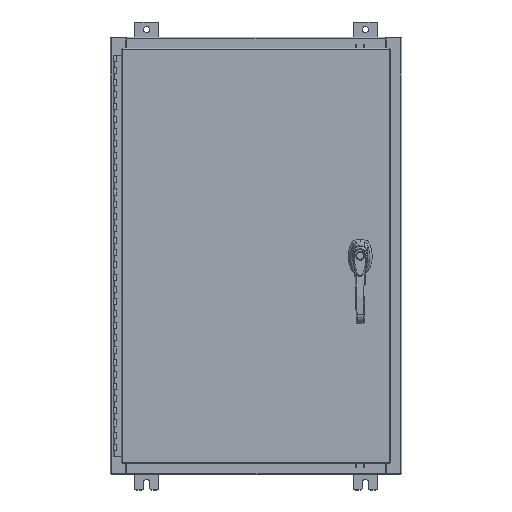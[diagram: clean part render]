
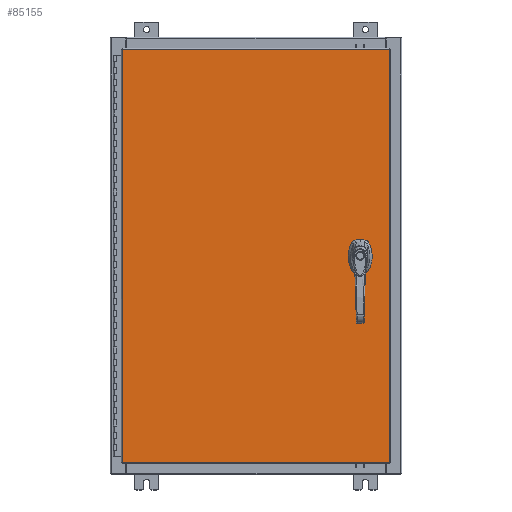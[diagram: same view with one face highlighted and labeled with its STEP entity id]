
A CAD part, top view. The second image highlights one B-rep face of the part: STEP entity #85155.
In plain terms, the highlighted planar face has unit normal (0, 0, 1).
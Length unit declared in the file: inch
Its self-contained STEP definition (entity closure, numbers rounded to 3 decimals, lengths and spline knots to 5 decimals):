
#324 = ORIENTED_EDGE ( 'NONE', *, *, #79402, .T. ) ;
#323 = DIRECTION ( 'NONE',  ( -1., 0., 0. ) ) ;
#2699 = CARTESIAN_POINT ( 'NONE',  ( -10.9903, 17.0063, 0. ) ) ;
#6137 = LINE ( 'NONE', #74875, #103284 ) ;
#6212 = CARTESIAN_POINT ( 'NONE',  ( 8.77823, -0.403, 0. ) ) ;
#6311 = CARTESIAN_POINT ( 'NONE',  ( 10.9903, 17.0063, 0. ) ) ;
#6946 = ORIENTED_EDGE ( 'NONE', *, *, #59553, .T. ) ;
#7012 = VERTEX_POINT ( 'NONE', #68136 ) ;
#7303 = EDGE_LOOP ( 'NONE', ( #99855, #41834, #31295, #25150, #30120, #63209, #47113, #57184 ) ) ;
#7739 = CARTESIAN_POINT ( 'NONE',  ( 8.578, 0., 0. ) ) ;
#9045 = DIRECTION ( 'NONE',  ( 0., 1., 0. ) ) ;
#9352 = VERTEX_POINT ( 'NONE', #6311 ) ;
#10066 = VERTEX_POINT ( 'NONE', #24340 ) ;
#11380 = ORIENTED_EDGE ( 'NONE', *, *, #88325, .F. ) ;
#16119 = VERTEX_POINT ( 'NONE', #24522 ) ;
#16546 = VECTOR ( 'NONE', #56477, 39.37008 ) ;
#17099 = DIRECTION ( 'NONE',  ( 1., 0., 0. ) ) ;
#17766 = FACE_BOUND ( 'NONE', #111344, .T. ) ;
#18156 = VERTEX_POINT ( 'NONE', #114290 ) ;
#18450 = CARTESIAN_POINT ( 'NONE',  ( 8.578, 0., 0. ) ) ;
#18554 = AXIS2_PLACEMENT_3D ( 'NONE', #28952, #94876, #38531 ) ;
#19782 = LINE ( 'NONE', #75586, #117030 ) ;
#22149 = LINE ( 'NONE', #107179, #72316 ) ;
#24100 = EDGE_CURVE ( 'NONE', #10066, #83555, #109699, .T. ) ;
#24340 = CARTESIAN_POINT ( 'NONE',  ( 8.981, 0.20023, 0. ) ) ;
#24522 = CARTESIAN_POINT ( 'NONE',  ( 8.175, -0.20023, 0. ) ) ;
#25150 = ORIENTED_EDGE ( 'NONE', *, *, #95372, .F. ) ;
#26401 = EDGE_CURVE ( 'NONE', #28457, #27713, #74057, .T. ) ;
#27713 = VERTEX_POINT ( 'NONE', #106753 ) ;
#27901 = DIRECTION ( 'NONE',  ( 1., 0., 0. ) ) ;
#28259 = EDGE_LOOP ( 'NONE', ( #6946, #40410, #54157, #324 ) ) ;
#28457 = VERTEX_POINT ( 'NONE', #6212 ) ;
#28952 = CARTESIAN_POINT ( 'NONE',  ( 8.578, 0., 0. ) ) ;
#30120 = ORIENTED_EDGE ( 'NONE', *, *, #72615, .F. ) ;
#31125 = CIRCLE ( 'NONE', #56889, 0.1715 ) ;
#31295 = ORIENTED_EDGE ( 'NONE', *, *, #64040, .F. ) ;
#31849 = EDGE_CURVE ( 'NONE', #83555, #84149, #22149, .T. ) ;
#32726 = EDGE_CURVE ( 'NONE', #10066, #27713, #38301, .T. ) ;
#33176 = CIRCLE ( 'NONE', #95982, 0.45 ) ;
#36101 = VECTOR ( 'NONE', #77952, 39.37008 ) ;
#36357 = CARTESIAN_POINT ( 'NONE',  ( 8.37777, 0.403, 0. ) ) ;
#38301 = LINE ( 'NONE', #102834, #88405 ) ;
#38531 = DIRECTION ( 'NONE',  ( 1., 0., 0. ) ) ;
#39991 = DIRECTION ( 'NONE',  ( 1., 0., 0. ) ) ;
#40410 = ORIENTED_EDGE ( 'NONE', *, *, #66599, .T. ) ;
#41834 = ORIENTED_EDGE ( 'NONE', *, *, #26401, .F. ) ;
#42333 = VERTEX_POINT ( 'NONE', #62848 ) ;
#42908 = FACE_OUTER_BOUND ( 'NONE', #28259, .T. ) ;
#43419 = DIRECTION ( 'NONE',  ( 0., 0., 1. ) ) ;
#43561 = CARTESIAN_POINT ( 'NONE',  ( 0., 0., 0. ) ) ;
#44281 = DIRECTION ( 'NONE',  ( 0., 0., 1. ) ) ;
#45043 = LINE ( 'NONE', #115266, #117150 ) ;
#46501 = DIRECTION ( 'NONE',  ( 0., -1., 0. ) ) ;
#46614 = DIRECTION ( 'NONE',  ( 0., -1., 0. ) ) ;
#47113 = ORIENTED_EDGE ( 'NONE', *, *, #31849, .F. ) ;
#49705 = VERTEX_POINT ( 'NONE', #105181 ) ;
#53070 = DIRECTION ( 'NONE',  ( 0., 0., -1. ) ) ;
#54157 = ORIENTED_EDGE ( 'NONE', *, *, #97021, .T. ) ;
#54272 = CIRCLE ( 'NONE', #77727, 0.1715 ) ;
#55467 = CARTESIAN_POINT ( 'NONE',  ( 8.578, -1.338, 0. ) ) ;
#56477 = DIRECTION ( 'NONE',  ( 1., 0., 0. ) ) ;
#56889 = AXIS2_PLACEMENT_3D ( 'NONE', #55467, #121254, #64963 ) ;
#57034 = CARTESIAN_POINT ( 'NONE',  ( -10.9903, -17.0063, 0. ) ) ;
#57184 = ORIENTED_EDGE ( 'NONE', *, *, #24100, .F. ) ;
#59553 = EDGE_CURVE ( 'NONE', #69076, #42333, #45043, .T. ) ;
#59786 = VECTOR ( 'NONE', #46614, 39.37008 ) ;
#61208 = LINE ( 'NONE', #2699, #36101 ) ;
#62848 = CARTESIAN_POINT ( 'NONE',  ( 10.9903, -17.0063, 0. ) ) ;
#63209 = ORIENTED_EDGE ( 'NONE', *, *, #96370, .F. ) ;
#64040 = EDGE_CURVE ( 'NONE', #7012, #28457, #119678, .T. ) ;
#64680 = VERTEX_POINT ( 'NONE', #65055 ) ;
#64963 = DIRECTION ( 'NONE',  ( 1., 0., 0. ) ) ;
#65055 = CARTESIAN_POINT ( 'NONE',  ( 8.4065, -1.338, 0. ) ) ;
#66599 = EDGE_CURVE ( 'NONE', #42333, #9352, #6137, .T. ) ;
#68136 = CARTESIAN_POINT ( 'NONE',  ( 8.37777, -0.403, 0. ) ) ;
#68259 = CARTESIAN_POINT ( 'NONE',  ( 8.175, 0.20023, 0. ) ) ;
#69076 = VERTEX_POINT ( 'NONE', #57034 ) ;
#70590 = VERTEX_POINT ( 'NONE', #68259 ) ;
#70656 = ORIENTED_EDGE ( 'NONE', *, *, #109988, .F. ) ;
#72316 = VECTOR ( 'NONE', #79178, 39.37008 ) ;
#72615 = EDGE_CURVE ( 'NONE', #70590, #16119, #84768, .T. ) ;
#73560 = DIRECTION ( 'NONE',  ( 0., 0., 1. ) ) ;
#74057 = CIRCLE ( 'NONE', #116473, 0.45 ) ;
#74875 = CARTESIAN_POINT ( 'NONE',  ( 10.9903, -17.0063, 0. ) ) ;
#75586 = CARTESIAN_POINT ( 'NONE',  ( 10.9903, 17.0063, 0. ) ) ;
#77727 = AXIS2_PLACEMENT_3D ( 'NONE', #100654, #44281, #110076 ) ;
#77952 = DIRECTION ( 'NONE',  ( 0., -1., 0. ) ) ;
#79178 = DIRECTION ( 'NONE',  ( -1., 0., 0. ) ) ;
#79402 = EDGE_CURVE ( 'NONE', #49705, #69076, #61208, .T. ) ;
#83436 = CARTESIAN_POINT ( 'NONE',  ( 8.77823, 0.403, 0. ) ) ;
#83555 = VERTEX_POINT ( 'NONE', #83436 ) ;
#84045 = AXIS2_PLACEMENT_3D ( 'NONE', #99763, #43419, #109230 ) ;
#84149 = VERTEX_POINT ( 'NONE', #36357 ) ;
#84396 = DIRECTION ( 'NONE',  ( 0., 0., 1. ) ) ;
#84768 = LINE ( 'NONE', #121472, #59786 ) ;
#85155 = ADVANCED_FACE ( 'NONE', ( #17766, #42908, #92952 ), #99924, .F. ) ;
#88325 = EDGE_CURVE ( 'NONE', #18156, #64680, #31125, .T. ) ;
#88405 = VECTOR ( 'NONE', #46501, 39.37008 ) ;
#92952 = FACE_BOUND ( 'NONE', #7303, .T. ) ;
#94268 = CARTESIAN_POINT ( 'NONE',  ( 0., -0.403, 0. ) ) ;
#94876 = DIRECTION ( 'NONE',  ( 0., 0., 1. ) ) ;
#95372 = EDGE_CURVE ( 'NONE', #16119, #7012, #114308, .T. ) ;
#95982 = AXIS2_PLACEMENT_3D ( 'NONE', #18450, #84396, #27901 ) ;
#96370 = EDGE_CURVE ( 'NONE', #84149, #70590, #33176, .T. ) ;
#97021 = EDGE_CURVE ( 'NONE', #9352, #49705, #19782, .T. ) ;
#99763 = CARTESIAN_POINT ( 'NONE',  ( 8.578, 0., 0. ) ) ;
#99855 = ORIENTED_EDGE ( 'NONE', *, *, #32726, .T. ) ;
#99924 = PLANE ( 'NONE',  #113425 ) ;
#100654 = CARTESIAN_POINT ( 'NONE',  ( 8.578, -1.338, 0. ) ) ;
#102834 = CARTESIAN_POINT ( 'NONE',  ( 8.981, 0., 0. ) ) ;
#103284 = VECTOR ( 'NONE', #9045, 39.37008 ) ;
#105181 = CARTESIAN_POINT ( 'NONE',  ( -10.9903, 17.0063, 0. ) ) ;
#106753 = CARTESIAN_POINT ( 'NONE',  ( 8.981, -0.20023, 0. ) ) ;
#107179 = CARTESIAN_POINT ( 'NONE',  ( 0., 0.403, 0. ) ) ;
#109230 = DIRECTION ( 'NONE',  ( 1., 0., 0. ) ) ;
#109699 = CIRCLE ( 'NONE', #84045, 0.45 ) ;
#109988 = EDGE_CURVE ( 'NONE', #64680, #18156, #54272, .T. ) ;
#110076 = DIRECTION ( 'NONE',  ( 1., 0., 0. ) ) ;
#111344 = EDGE_LOOP ( 'NONE', ( #11380, #70656 ) ) ;
#113425 = AXIS2_PLACEMENT_3D ( 'NONE', #43561, #53070, #118814 ) ;
#114290 = CARTESIAN_POINT ( 'NONE',  ( 8.7495, -1.338, 0. ) ) ;
#114308 = CIRCLE ( 'NONE', #18554, 0.45 ) ;
#115266 = CARTESIAN_POINT ( 'NONE',  ( -10.9903, -17.0063, 0. ) ) ;
#116473 = AXIS2_PLACEMENT_3D ( 'NONE', #7739, #73560, #17099 ) ;
#117030 = VECTOR ( 'NONE', #323, 39.37008 ) ;
#117150 = VECTOR ( 'NONE', #39991, 39.37008 ) ;
#118814 = DIRECTION ( 'NONE',  ( -1., 0., 0. ) ) ;
#119678 = LINE ( 'NONE', #94268, #16546 ) ;
#121254 = DIRECTION ( 'NONE',  ( 0., 0., 1. ) ) ;
#121472 = CARTESIAN_POINT ( 'NONE',  ( 8.175, 0., 0. ) ) ;
